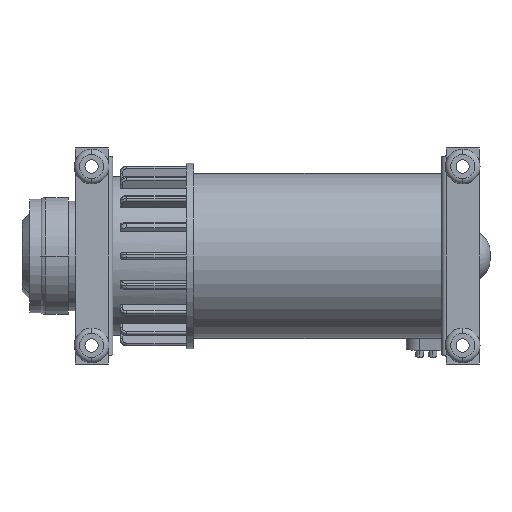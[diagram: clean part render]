
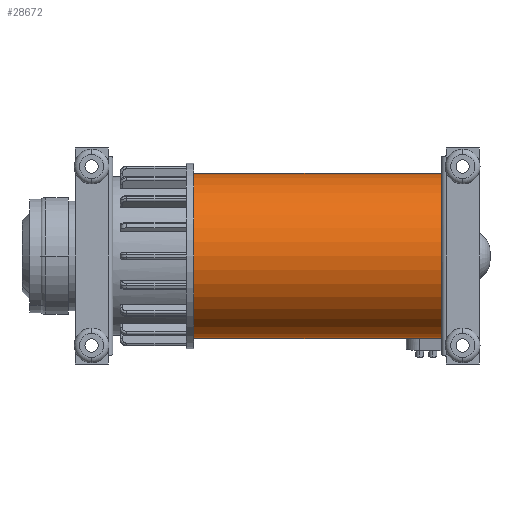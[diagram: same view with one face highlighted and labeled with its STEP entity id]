
A CAD part, front view. The second image highlights one B-rep face of the part: STEP entity #28672.
In plain terms, the highlighted cylindrical face has radius 31.623 mm (diameter 63.246 mm), a partial arc.
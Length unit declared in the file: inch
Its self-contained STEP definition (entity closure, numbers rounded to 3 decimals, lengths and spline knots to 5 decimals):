
#604 = CARTESIAN_POINT ( 'NONE',  ( 0., 0., 1.245 ) ) ;
#924 = VERTEX_POINT ( 'NONE', #47315 ) ;
#1226 = VERTEX_POINT ( 'NONE', #604 ) ;
#2095 = CIRCLE ( 'NONE', #67572, 1.245 ) ;
#6297 = EDGE_CURVE ( 'NONE', #924, #38952, #2095, .T. ) ;
#6331 = DIRECTION ( 'NONE',  ( -1., 0., 0. ) ) ;
#11738 = EDGE_CURVE ( 'NONE', #38952, #21568, #70080, .T. ) ;
#11912 = AXIS2_PLACEMENT_3D ( 'NONE', #44153, #6331, #50525 ) ;
#12897 = FACE_OUTER_BOUND ( 'NONE', #77906, .T. ) ;
#14932 = DIRECTION ( 'NONE',  ( -1., 0., 0. ) ) ;
#15138 = CARTESIAN_POINT ( 'NONE',  ( 0., 0., -1.245 ) ) ;
#18080 = EDGE_CURVE ( 'NONE', #21568, #1226, #47344, .T. ) ;
#19749 = CYLINDRICAL_SURFACE ( 'NONE', #75323, 1.245 ) ;
#21568 = VERTEX_POINT ( 'NONE', #15138 ) ;
#28218 = CARTESIAN_POINT ( 'NONE',  ( 3.74, 0., -1.245 ) ) ;
#28672 = ADVANCED_FACE ( 'NONE', ( #12897 ), #19749, .T. ) ;
#28877 = CARTESIAN_POINT ( 'NONE',  ( 3.74, 0., 0. ) ) ;
#30915 = DIRECTION ( 'NONE',  ( 0., 0., 1. ) ) ;
#30987 = LINE ( 'NONE', #59222, #47798 ) ;
#35320 = DIRECTION ( 'NONE',  ( 0., 0., -1. ) ) ;
#37060 = ORIENTED_EDGE ( 'NONE', *, *, #18080, .F. ) ;
#37531 = DIRECTION ( 'NONE',  ( -1., 0., 0. ) ) ;
#38952 = VERTEX_POINT ( 'NONE', #28218 ) ;
#43341 = DIRECTION ( 'NONE',  ( -1., 0., 0. ) ) ;
#44153 = CARTESIAN_POINT ( 'NONE',  ( 0., 0., 0. ) ) ;
#47315 = CARTESIAN_POINT ( 'NONE',  ( 3.74, 0., 1.245 ) ) ;
#47344 = CIRCLE ( 'NONE', #11912, 1.245 ) ;
#47798 = VECTOR ( 'NONE', #14932, 39.37008 ) ;
#49956 = CARTESIAN_POINT ( 'NONE',  ( 3.74, 0., -1.245 ) ) ;
#50525 = DIRECTION ( 'NONE',  ( 0., 0., 1. ) ) ;
#51997 = ORIENTED_EDGE ( 'NONE', *, *, #6297, .F. ) ;
#53158 = ORIENTED_EDGE ( 'NONE', *, *, #65100, .T. ) ;
#59222 = CARTESIAN_POINT ( 'NONE',  ( 3.74, 0., 1.245 ) ) ;
#61187 = ORIENTED_EDGE ( 'NONE', *, *, #11738, .F. ) ;
#65100 = EDGE_CURVE ( 'NONE', #924, #1226, #30987, .T. ) ;
#67572 = AXIS2_PLACEMENT_3D ( 'NONE', #28877, #73250, #35320 ) ;
#68524 = CARTESIAN_POINT ( 'NONE',  ( 3.74, 0., 0. ) ) ;
#70080 = LINE ( 'NONE', #49956, #72117 ) ;
#72117 = VECTOR ( 'NONE', #37531, 39.37008 ) ;
#73250 = DIRECTION ( 'NONE',  ( 1., 0., 0. ) ) ;
#75323 = AXIS2_PLACEMENT_3D ( 'NONE', #68524, #43341, #30915 ) ;
#77906 = EDGE_LOOP ( 'NONE', ( #61187, #51997, #53158, #37060 ) ) ;
